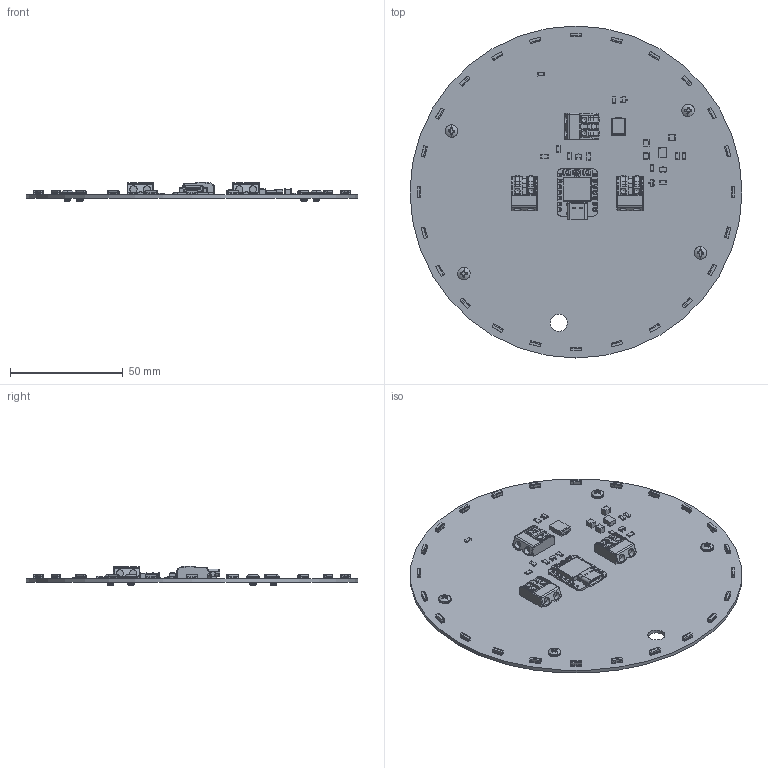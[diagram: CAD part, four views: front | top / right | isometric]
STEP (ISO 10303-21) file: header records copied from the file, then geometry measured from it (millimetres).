
FILE_DESCRIPTION(('KiCad electronic assembly'),'2;1');
FILE_NAME('rv_light_low-detail.step','2024-11-26T23:16:22',('Pcbnew'),( 'Kicad'),'Open CASCADE STEP processor 7.8','KiCad to STEP converter' ,'Unknown');
FILE_SCHEMA(('AUTOMOTIVE_DESIGN { 1 0 10303 214 1 1 1 1 }'));
Length unit declared in the file: millimetre
Products named in the file (22): rv_light_low-detail 1; WAGO_CONN2_2061-602_998-404_WAG; 2061-602/998-404; LED_IN-PI4818QAS5R5G5BPW; PI4818QAS5R5G5B5W; Screw-4-40-0p125; 90272A103; R_1206_3216Metric; C_1210_3225Metric; TSOT-23; TSOT_23; TLVM23615RDNR; TPSM365R6RDNR; SOT-23; SOT_23; Seeed Studio XIAO-ESP32-C3; Seeed Studio XIAO-ESP32-C3 v15; D_SMC; _autosave-rv_light_PCB
Assembly tree (62 placements, depth 3):
  rv_light_low-detail 1
    WAGO_CONN2_2061-602_998-404_WAG  x3
      2061-602/998-404
    LED_IN-PI4818QAS5R5G5BPW  x24
      PI4818QAS5R5G5B5W
    Screw-4-40-0p125  x4
      90272A103
    R_1206_3216Metric  x10
      R_1206_3216Metric
    C_1210_3225Metric  x3
      C_1210_3225Metric
    TSOT-23  x3
      TSOT_23
    TLVM23615RDNR
      TPSM365R6RDNR
    SOT-23
      SOT_23
    Seeed Studio XIAO-ESP32-C3
      Seeed Studio XIAO-ESP32-C3 v15
    D_SMC
      D_SMC
    _autosave-rv_light_PCB
Bounding box: 147.32 x 147.32 x 8.62 mm (x, y, z)
Volume: 30477.1 mm3; surface area: 41871.3 mm2
Topology: 94 solids, 142 shells, 5933 faces, 15879 edges, 10253 vertices
Faces by surface type: plane 4573, cylinder 1052, bspline 144, torus 96, cone 41, sphere 21, revolution 6
Full cylindrical faces by diameter (mm): 0.203 x24, 0.5 x3, 0.6 x2, 0.7 x2, 0.75 x14, 1.5 x2, 1.524 x6, 1.65 x1, 1.9 x1, 2 x2, 2.946 x4, 3.2 x6, 7.62 x1, 147.32 x1
Entity records: 63244 total; most frequent: CARTESIAN_POINT 11550, ORIENTED_EDGE 9732, DIRECTION 9290, EDGE_CURVE 4872, LINE 3712, VECTOR 3712, VERTEX_POINT 3156, AXIS2_PLACEMENT_3D 2788
